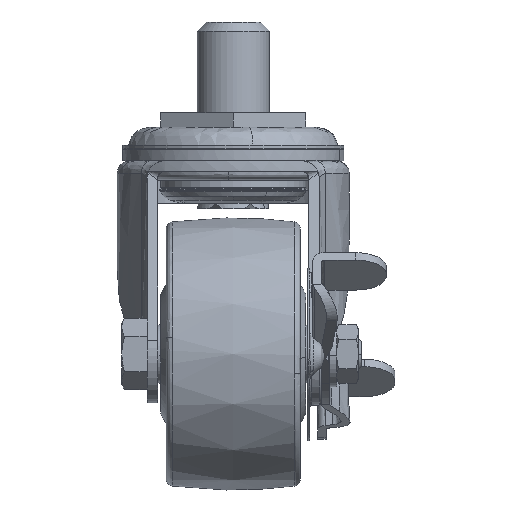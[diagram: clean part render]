
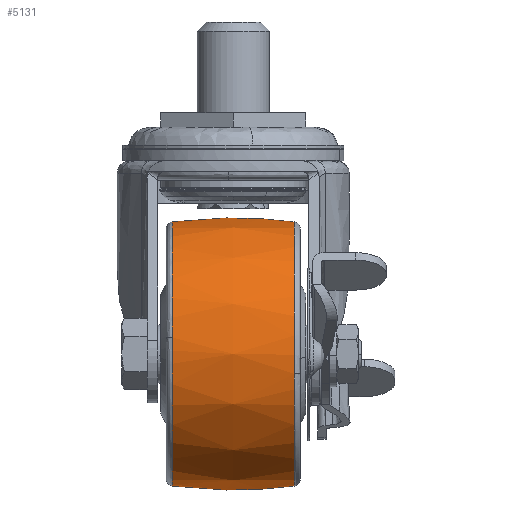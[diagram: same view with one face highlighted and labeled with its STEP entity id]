
A CAD part, left-side view. The second image highlights one B-rep face of the part: STEP entity #5131.
In plain terms, the highlighted free-form (B-spline) face has degree [2, 2] with [3, 7] control points.
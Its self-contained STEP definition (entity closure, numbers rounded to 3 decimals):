
#4858=CARTESIAN_POINT('',(-36.,-16.758,-26.085));
#4859=VERTEX_POINT('',#4858);
#4873=CARTESIAN_POINT('',(-72.002,-16.758,-67.971));
#4874=VERTEX_POINT('',#4873);
#4875=CARTESIAN_POINT('',(-72.002,-16.758,-67.971));
#4876=CARTESIAN_POINT('',(-72.415,-16.758,-65.251));
#4877=CARTESIAN_POINT('',(-72.415,-16.758,-62.5));
#4878=CARTESIAN_POINT('',(-72.415,-16.758,-26.085));
#4879=CARTESIAN_POINT('',(-36.,-16.758,-26.085));
#4887=(BOUNDED_CURVE()B_SPLINE_CURVE(2,(#4875,#4876,#4877,#4878,#4879),.UNSPECIFIED.,.F.,.U.)B_SPLINE_CURVE_WITH_KNOTS((3,2,3),(0.724,0.75,1.0),.UNSPECIFIED.)CURVE()GEOMETRIC_REPRESENTATION_ITEM()RATIONAL_B_SPLINE_CURVE((0.946,0.97,1.0,0.707,1.0))REPRESENTATION_ITEM(''));
#4888=EDGE_CURVE('',#4874,#4859,#4887,.T.);
#4937=CARTESIAN_POINT('',(-36.,-16.758,-98.915));
#4938=VERTEX_POINT('',#4937);
#4939=CARTESIAN_POINT('',(-36.,-16.758,-98.915));
#4940=CARTESIAN_POINT('',(-67.3,-16.758,-98.915));
#4941=CARTESIAN_POINT('',(-72.002,-16.758,-67.971));
#4949=(BOUNDED_CURVE()B_SPLINE_CURVE(2,(#4939,#4940,#4941),.UNSPECIFIED.,.F.,.U.)B_SPLINE_CURVE_WITH_KNOTS((3,3),(0.5,0.724),.UNSPECIFIED.)CURVE()GEOMETRIC_REPRESENTATION_ITEM()RATIONAL_B_SPLINE_CURVE((1.0,0.737,0.946))REPRESENTATION_ITEM(''));
#4950=EDGE_CURVE('',#4938,#4874,#4949,.T.);
#5001=CARTESIAN_POINT('',(-36.,16.758,-26.085));
#5002=VERTEX_POINT('',#5001);
#5003=CARTESIAN_POINT('',(-36.,16.758,-26.085));
#5004=CARTESIAN_POINT('',(-36.,0.,-23.906));
#5005=CARTESIAN_POINT('',(-36.,-16.758,-26.085));
#5013=(BOUNDED_CURVE()B_SPLINE_CURVE(2,(#5003,#5004,#5005),.UNSPECIFIED.,.F.,.U.)B_SPLINE_CURVE_WITH_KNOTS((3,3),(0.421,0.579),.UNSPECIFIED.)CURVE()GEOMETRIC_REPRESENTATION_ITEM()RATIONAL_B_SPLINE_CURVE((0.859,0.852,0.859))REPRESENTATION_ITEM(''));
#5014=EDGE_CURVE('',#5002,#4859,#5013,.T.);
#5018=CARTESIAN_POINT('',(-36.,16.758,-98.915));
#5019=VERTEX_POINT('',#5018);
#5020=CARTESIAN_POINT('',(-36.,16.758,-98.915));
#5021=CARTESIAN_POINT('',(-36.,0.,-101.094));
#5022=CARTESIAN_POINT('',(-36.,-16.758,-98.915));
#5030=(BOUNDED_CURVE()B_SPLINE_CURVE(2,(#5020,#5021,#5022),.UNSPECIFIED.,.F.,.U.)B_SPLINE_CURVE_WITH_KNOTS((3,3),(0.421,0.579),.UNSPECIFIED.)CURVE()GEOMETRIC_REPRESENTATION_ITEM()RATIONAL_B_SPLINE_CURVE((0.859,0.852,0.859))REPRESENTATION_ITEM(''));
#5031=EDGE_CURVE('',#5019,#4938,#5030,.T.);
#5066=CARTESIAN_POINT('',(-34.988,18.416,-98.689));
#5067=CARTESIAN_POINT('',(-34.915,0.,-101.324));
#5068=CARTESIAN_POINT('',(-34.988,-18.416,-98.689));
#5069=CARTESIAN_POINT('',(-35.491,18.416,-98.689));
#5070=CARTESIAN_POINT('',(-35.454,0.,-101.324));
#5071=CARTESIAN_POINT('',(-35.491,-18.416,-98.689));
#5072=CARTESIAN_POINT('',(-72.189,18.416,-98.689));
#5073=CARTESIAN_POINT('',(-74.824,0.,-101.324));
#5074=CARTESIAN_POINT('',(-72.189,-18.416,-98.689));
#5075=CARTESIAN_POINT('',(-72.189,18.416,-62.5));
#5076=CARTESIAN_POINT('',(-74.824,0.,-62.5));
#5077=CARTESIAN_POINT('',(-72.189,-18.416,-62.5));
#5078=CARTESIAN_POINT('',(-72.189,18.416,-26.311));
#5079=CARTESIAN_POINT('',(-74.824,0.,-23.676));
#5080=CARTESIAN_POINT('',(-72.189,-18.416,-26.311));
#5081=CARTESIAN_POINT('',(-35.491,18.416,-26.311));
#5082=CARTESIAN_POINT('',(-35.454,0.,-23.676));
#5083=CARTESIAN_POINT('',(-35.491,-18.416,-26.311));
#5084=CARTESIAN_POINT('',(-34.988,18.416,-26.311));
#5085=CARTESIAN_POINT('',(-34.915,0.,-23.676));
#5086=CARTESIAN_POINT('',(-34.988,-18.416,-26.311));
#5094=(BOUNDED_SURFACE()B_SPLINE_SURFACE(2,2,((#5066,#5069,#5072,#5075,#5078,#5081,#5084),(#5067,#5070,#5073,#5076,#5079,#5082,#5085),(#5068,#5071,#5074,#5077,#5080,#5083,#5086)),.UNSPECIFIED.,.F.,.F.,.U.)B_SPLINE_SURFACE_WITH_KNOTS((3,3),(3,1,2,1,3),(0.0,37.018),(0.0,1.243,63.375,125.507,126.749),.UNSPECIFIED.)GEOMETRIC_REPRESENTATION_ITEM()RATIONAL_B_SPLINE_SURFACE(((0.87,0.865,0.608,0.86,0.608,0.865,0.87),(0.861,0.856,0.602,0.851,0.602,0.856,0.861),(0.87,0.865,0.608,0.86,0.608,0.865,0.87)))REPRESENTATION_ITEM('')SURFACE());
#5095=ORIENTED_EDGE('',*,*,#5014,.F.);
#5096=CARTESIAN_POINT('',(-72.128,16.758,-57.936));
#5097=VERTEX_POINT('',#5096);
#5098=CARTESIAN_POINT('',(-72.128,16.758,-57.936));
#5099=CARTESIAN_POINT('',(-68.104,16.758,-26.085));
#5100=CARTESIAN_POINT('',(-36.,16.758,-26.085));
#5108=(BOUNDED_CURVE()B_SPLINE_CURVE(2,(#5098,#5099,#5100),.UNSPECIFIED.,.F.,.U.)B_SPLINE_CURVE_WITH_KNOTS((3,3),(0.772,1.0),.UNSPECIFIED.)CURVE()GEOMETRIC_REPRESENTATION_ITEM()RATIONAL_B_SPLINE_CURVE((0.954,0.733,1.0))REPRESENTATION_ITEM(''));
#5109=EDGE_CURVE('',#5097,#5002,#5108,.T.);
#5110=ORIENTED_EDGE('',*,*,#5109,.F.);
#5111=CARTESIAN_POINT('',(-36.,16.758,-98.915));
#5112=CARTESIAN_POINT('',(-72.415,16.758,-98.915));
#5113=CARTESIAN_POINT('',(-72.415,16.758,-62.5));
#5114=CARTESIAN_POINT('',(-72.415,16.758,-60.209));
#5115=CARTESIAN_POINT('',(-72.128,16.758,-57.936));
#5123=(BOUNDED_CURVE()B_SPLINE_CURVE(2,(#5111,#5112,#5113,#5114,#5115),.UNSPECIFIED.,.F.,.U.)B_SPLINE_CURVE_WITH_KNOTS((3,2,3),(0.5,0.75,0.772),.UNSPECIFIED.)CURVE()GEOMETRIC_REPRESENTATION_ITEM()RATIONAL_B_SPLINE_CURVE((1.0,0.707,1.0,0.975,0.954))REPRESENTATION_ITEM(''));
#5124=EDGE_CURVE('',#5019,#5097,#5123,.T.);
#5125=ORIENTED_EDGE('',*,*,#5124,.F.);
#5126=ORIENTED_EDGE('',*,*,#5031,.T.);
#5127=ORIENTED_EDGE('',*,*,#4950,.T.);
#5128=ORIENTED_EDGE('',*,*,#4888,.T.);
#5129=EDGE_LOOP('',(#5095,#5110,#5125,#5126,#5127,#5128));
#5130=FACE_OUTER_BOUND('',#5129,.T.);
#5131=ADVANCED_FACE('',(#5130),#5094,.T.);
